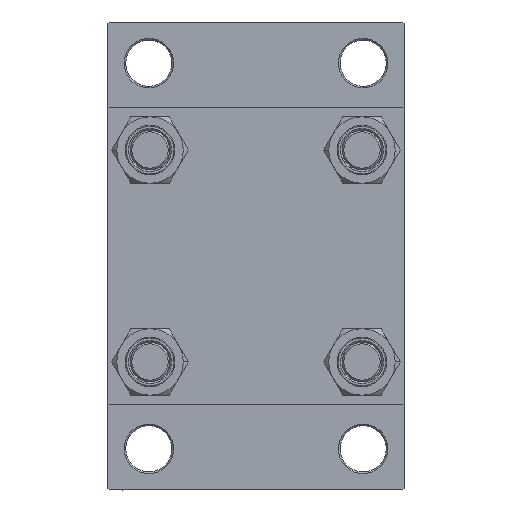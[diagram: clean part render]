
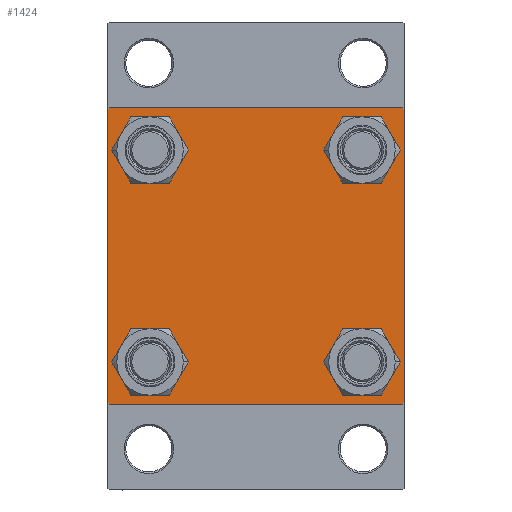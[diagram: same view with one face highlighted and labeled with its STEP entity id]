
A CAD part, left-side view. The second image highlights one B-rep face of the part: STEP entity #1424.
In plain terms, the highlighted planar face has unit normal (-1, 0, 0).
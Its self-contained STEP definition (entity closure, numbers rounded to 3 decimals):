
#242 = LINE ( 'NONE', #4355, #27440 ) ;
#297 = VERTEX_POINT ( 'NONE', #20503 ) ;
#532 = DIRECTION ( 'NONE',  ( 0., 0., -1. ) ) ;
#700 = AXIS2_PLACEMENT_3D ( 'NONE', #8338, #11726, #14875 ) ;
#869 = FACE_OUTER_BOUND ( 'NONE', #35692, .T. ) ;
#1315 = LINE ( 'NONE', #30846, #9151 ) ;
#1424 = ADVANCED_FACE ( 'NONE', ( #34029, #26265, #34264, #30394, #869 ), #26748, .T. ) ;
#2228 = CARTESIAN_POINT ( 'NONE',  ( 0., 44.75, 44.75 ) ) ;
#2253 = CIRCLE ( 'NONE', #19277, 6.5 ) ;
#2486 = DIRECTION ( 'NONE',  ( 1., 0., 0. ) ) ;
#2605 = AXIS2_PLACEMENT_3D ( 'NONE', #32018, #2486, #13369 ) ;
#2839 = VECTOR ( 'NONE', #24754, 1000. ) ;
#2848 = VERTEX_POINT ( 'NONE', #25795 ) ;
#3052 = CARTESIAN_POINT ( 'NONE',  ( 0., 45., 44.5 ) ) ;
#4020 = EDGE_CURVE ( 'NONE', #9757, #297, #242, .T. ) ;
#4126 = CARTESIAN_POINT ( 'NONE',  ( 0., -32.15, -38.65 ) ) ;
#4355 = CARTESIAN_POINT ( 'NONE',  ( 0., 45., -45. ) ) ;
#4829 = DIRECTION ( 'NONE',  ( 0., -1., 0. ) ) ;
#4849 = DIRECTION ( 'NONE',  ( 0., 0., 1. ) ) ;
#5104 = DIRECTION ( 'NONE',  ( 0., 0., 1. ) ) ;
#5390 = ORIENTED_EDGE ( 'NONE', *, *, #28901, .T. ) ;
#6099 = ORIENTED_EDGE ( 'NONE', *, *, #6154, .T. ) ;
#6154 = EDGE_CURVE ( 'NONE', #2848, #40470, #24440, .T. ) ;
#6266 = DIRECTION ( 'NONE',  ( 0., 0., 1. ) ) ;
#6430 = CIRCLE ( 'NONE', #2605, 6.5 ) ;
#7037 = ORIENTED_EDGE ( 'NONE', *, *, #46070, .F. ) ;
#7243 = AXIS2_PLACEMENT_3D ( 'NONE', #44920, #41275, #18761 ) ;
#7586 = CARTESIAN_POINT ( 'NONE',  ( 0., -32.15, -32.15 ) ) ;
#8296 = ORIENTED_EDGE ( 'NONE', *, *, #41391, .T. ) ;
#8338 = CARTESIAN_POINT ( 'NONE',  ( 0., 32.15, -32.15 ) ) ;
#8815 = CIRCLE ( 'NONE', #45913, 6.5 ) ;
#9151 = VECTOR ( 'NONE', #42211, 1000. ) ;
#9443 = DIRECTION ( 'NONE',  ( 1., 0., 0. ) ) ;
#9490 = ORIENTED_EDGE ( 'NONE', *, *, #11710, .F. ) ;
#9757 = VERTEX_POINT ( 'NONE', #43200 ) ;
#9884 = CARTESIAN_POINT ( 'NONE',  ( 0., -32.15, -32.15 ) ) ;
#11235 = AXIS2_PLACEMENT_3D ( 'NONE', #15982, #30763, #4849 ) ;
#11710 = EDGE_CURVE ( 'NONE', #27733, #19700, #43158, .T. ) ;
#11726 = DIRECTION ( 'NONE',  ( 1., 0., 0. ) ) ;
#11845 = VECTOR ( 'NONE', #46974, 1000. ) ;
#12156 = DIRECTION ( 'NONE',  ( 0., 0., 1. ) ) ;
#12407 = ORIENTED_EDGE ( 'NONE', *, *, #47364, .T. ) ;
#13369 = DIRECTION ( 'NONE',  ( 0., 0., 1. ) ) ;
#14189 = CARTESIAN_POINT ( 'NONE',  ( 0., -45., 45. ) ) ;
#14830 = ORIENTED_EDGE ( 'NONE', *, *, #24468, .T. ) ;
#14875 = DIRECTION ( 'NONE',  ( 0., 0., 1. ) ) ;
#15066 = VERTEX_POINT ( 'NONE', #16416 ) ;
#15611 = EDGE_CURVE ( 'NONE', #27638, #19700, #1315, .T. ) ;
#15982 = CARTESIAN_POINT ( 'NONE',  ( 0., 32.15, -32.15 ) ) ;
#16416 = CARTESIAN_POINT ( 'NONE',  ( 0., -45., -44.5 ) ) ;
#16738 = ORIENTED_EDGE ( 'NONE', *, *, #40960, .T. ) ;
#16814 = CARTESIAN_POINT ( 'NONE',  ( 0., 32.15, 25.65 ) ) ;
#16950 = CARTESIAN_POINT ( 'NONE',  ( 0., 44.75, -44.75 ) ) ;
#18556 = EDGE_CURVE ( 'NONE', #21993, #18884, #37916, .T. ) ;
#18761 = DIRECTION ( 'NONE',  ( 0., 0., 1. ) ) ;
#18884 = VERTEX_POINT ( 'NONE', #28130 ) ;
#19277 = AXIS2_PLACEMENT_3D ( 'NONE', #20368, #19656, #12156 ) ;
#19578 = EDGE_LOOP ( 'NONE', ( #14830, #8296 ) ) ;
#19656 = DIRECTION ( 'NONE',  ( 1., 0., 0. ) ) ;
#19700 = VERTEX_POINT ( 'NONE', #44191 ) ;
#20368 = CARTESIAN_POINT ( 'NONE',  ( 0., -32.15, 32.15 ) ) ;
#20503 = CARTESIAN_POINT ( 'NONE',  ( 0., -44.5, -45. ) ) ;
#20987 = DIRECTION ( 'NONE',  ( 1., 0., 0. ) ) ;
#21059 = CARTESIAN_POINT ( 'NONE',  ( 0., 44.5, 45. ) ) ;
#21116 = ORIENTED_EDGE ( 'NONE', *, *, #25123, .T. ) ;
#21993 = VERTEX_POINT ( 'NONE', #4126 ) ;
#22356 = DIRECTION ( 'NONE',  ( 1., 0., 0. ) ) ;
#22800 = EDGE_LOOP ( 'NONE', ( #16738, #6099 ) ) ;
#23979 = CARTESIAN_POINT ( 'NONE',  ( 0., 32.15, 32.15 ) ) ;
#24115 = EDGE_CURVE ( 'NONE', #45829, #9757, #31728, .T. ) ;
#24440 = CIRCLE ( 'NONE', #11235, 6.5 ) ;
#24468 = EDGE_CURVE ( 'NONE', #40074, #37135, #38146, .T. ) ;
#24658 = DIRECTION ( 'NONE',  ( 1., 0., 0. ) ) ;
#24697 = VECTOR ( 'NONE', #532, 1000. ) ;
#24732 = EDGE_CURVE ( 'NONE', #33448, #41997, #6430, .T. ) ;
#24754 = DIRECTION ( 'NONE',  ( 0., -1., 0. ) ) ;
#24921 = CARTESIAN_POINT ( 'NONE',  ( 0., -44.75, -44.75 ) ) ;
#24980 = AXIS2_PLACEMENT_3D ( 'NONE', #43025, #20987, #28496 ) ;
#25123 = EDGE_CURVE ( 'NONE', #297, #15066, #32206, .T. ) ;
#25795 = CARTESIAN_POINT ( 'NONE',  ( 0., 32.15, -38.65 ) ) ;
#25909 = EDGE_CURVE ( 'NONE', #18884, #21993, #8815, .T. ) ;
#26057 = CARTESIAN_POINT ( 'NONE',  ( 0., 32.15, 38.65 ) ) ;
#26265 = FACE_BOUND ( 'NONE', #45344, .T. ) ;
#26651 = CARTESIAN_POINT ( 'NONE',  ( 0., 45., 45. ) ) ;
#26748 = PLANE ( 'NONE',  #7243 ) ;
#27344 = ORIENTED_EDGE ( 'NONE', *, *, #24732, .T. ) ;
#27440 = VECTOR ( 'NONE', #4829, 1000. ) ;
#27638 = VERTEX_POINT ( 'NONE', #31508 ) ;
#27733 = VERTEX_POINT ( 'NONE', #21059 ) ;
#27768 = CARTESIAN_POINT ( 'NONE',  ( 0., -32.15, 38.65 ) ) ;
#27844 = ORIENTED_EDGE ( 'NONE', *, *, #46787, .T. ) ;
#28130 = CARTESIAN_POINT ( 'NONE',  ( 0., -32.15, -25.65 ) ) ;
#28496 = DIRECTION ( 'NONE',  ( 0., 0., 1. ) ) ;
#28578 = AXIS2_PLACEMENT_3D ( 'NONE', #23979, #9443, #5104 ) ;
#28901 = EDGE_CURVE ( 'NONE', #27733, #41843, #41696, .T. ) ;
#29066 = ORIENTED_EDGE ( 'NONE', *, *, #4020, .T. ) ;
#29828 = ORIENTED_EDGE ( 'NONE', *, *, #24115, .T. ) ;
#30394 = FACE_BOUND ( 'NONE', #35667, .T. ) ;
#30763 = DIRECTION ( 'NONE',  ( 1., 0., 0. ) ) ;
#30846 = CARTESIAN_POINT ( 'NONE',  ( 0., -44.75, 44.75 ) ) ;
#31508 = CARTESIAN_POINT ( 'NONE',  ( 0., -45., 44.5 ) ) ;
#31728 = LINE ( 'NONE', #16950, #32701 ) ;
#32018 = CARTESIAN_POINT ( 'NONE',  ( 0., 32.15, 32.15 ) ) ;
#32206 = LINE ( 'NONE', #24921, #11845 ) ;
#32701 = VECTOR ( 'NONE', #46256, 1000. ) ;
#33448 = VERTEX_POINT ( 'NONE', #26057 ) ;
#33928 = LINE ( 'NONE', #26651, #24697 ) ;
#34029 = FACE_BOUND ( 'NONE', #19578, .T. ) ;
#34264 = FACE_BOUND ( 'NONE', #22800, .T. ) ;
#34732 = VECTOR ( 'NONE', #43734, 1000. ) ;
#35381 = DIRECTION ( 'NONE',  ( 0., 0.707, -0.707 ) ) ;
#35509 = CARTESIAN_POINT ( 'NONE',  ( 0., -32.15, 25.65 ) ) ;
#35667 = EDGE_LOOP ( 'NONE', ( #27344, #27844 ) ) ;
#35692 = EDGE_LOOP ( 'NONE', ( #12407, #29828, #29066, #21116, #7037, #38722, #9490, #5390 ) ) ;
#36599 = ORIENTED_EDGE ( 'NONE', *, *, #25909, .T. ) ;
#36717 = VECTOR ( 'NONE', #35381, 1000. ) ;
#37135 = VERTEX_POINT ( 'NONE', #35509 ) ;
#37916 = CIRCLE ( 'NONE', #41023, 6.5 ) ;
#38146 = CIRCLE ( 'NONE', #24980, 6.5 ) ;
#38552 = CIRCLE ( 'NONE', #700, 6.5 ) ;
#38722 = ORIENTED_EDGE ( 'NONE', *, *, #15611, .T. ) ;
#39385 = CIRCLE ( 'NONE', #28578, 6.5 ) ;
#40004 = CARTESIAN_POINT ( 'NONE',  ( 0., 45., -44.5 ) ) ;
#40074 = VERTEX_POINT ( 'NONE', #27768 ) ;
#40470 = VERTEX_POINT ( 'NONE', #45988 ) ;
#40513 = DIRECTION ( 'NONE',  ( 0., 0., 1. ) ) ;
#40960 = EDGE_CURVE ( 'NONE', #40470, #2848, #38552, .T. ) ;
#41023 = AXIS2_PLACEMENT_3D ( 'NONE', #9884, #24658, #6266 ) ;
#41275 = DIRECTION ( 'NONE',  ( -1., 0., 0. ) ) ;
#41391 = EDGE_CURVE ( 'NONE', #37135, #40074, #2253, .T. ) ;
#41696 = LINE ( 'NONE', #2228, #36717 ) ;
#41843 = VERTEX_POINT ( 'NONE', #3052 ) ;
#41997 = VERTEX_POINT ( 'NONE', #16814 ) ;
#42211 = DIRECTION ( 'NONE',  ( 0., 0.707, 0.707 ) ) ;
#43025 = CARTESIAN_POINT ( 'NONE',  ( 0., -32.15, 32.15 ) ) ;
#43158 = LINE ( 'NONE', #43398, #2839 ) ;
#43200 = CARTESIAN_POINT ( 'NONE',  ( 0., 44.5, -45. ) ) ;
#43398 = CARTESIAN_POINT ( 'NONE',  ( 0., 45., 45. ) ) ;
#43734 = DIRECTION ( 'NONE',  ( 0., 0., -1. ) ) ;
#43850 = ORIENTED_EDGE ( 'NONE', *, *, #18556, .T. ) ;
#44191 = CARTESIAN_POINT ( 'NONE',  ( 0., -44.5, 45. ) ) ;
#44920 = CARTESIAN_POINT ( 'NONE',  ( 0., 0., 0. ) ) ;
#45344 = EDGE_LOOP ( 'NONE', ( #36599, #43850 ) ) ;
#45829 = VERTEX_POINT ( 'NONE', #40004 ) ;
#45913 = AXIS2_PLACEMENT_3D ( 'NONE', #7586, #22356, #40513 ) ;
#45988 = CARTESIAN_POINT ( 'NONE',  ( 0., 32.15, -25.65 ) ) ;
#46070 = EDGE_CURVE ( 'NONE', #27638, #15066, #47378, .T. ) ;
#46256 = DIRECTION ( 'NONE',  ( 0., -0.707, -0.707 ) ) ;
#46787 = EDGE_CURVE ( 'NONE', #41997, #33448, #39385, .T. ) ;
#46974 = DIRECTION ( 'NONE',  ( 0., -0.707, 0.707 ) ) ;
#47364 = EDGE_CURVE ( 'NONE', #41843, #45829, #33928, .T. ) ;
#47378 = LINE ( 'NONE', #14189, #34732 ) ;
